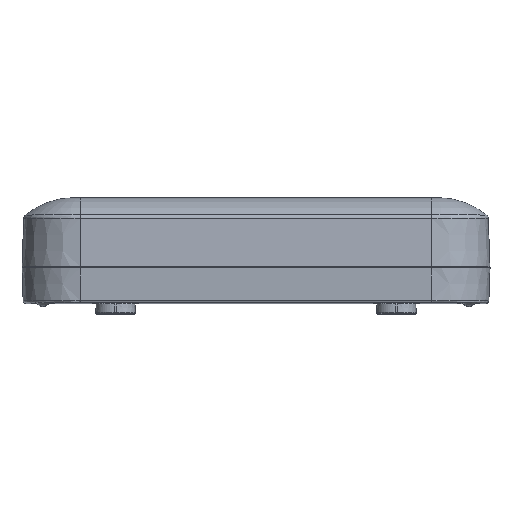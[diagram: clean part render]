
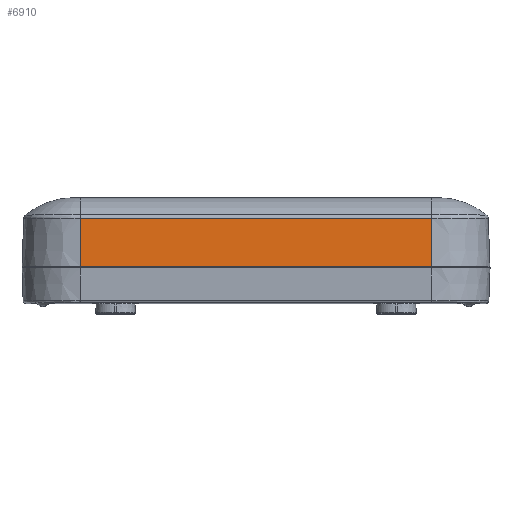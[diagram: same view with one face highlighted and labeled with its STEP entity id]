
A CAD part, top view. The second image highlights one B-rep face of the part: STEP entity #6910.
In plain terms, the highlighted face is planar.
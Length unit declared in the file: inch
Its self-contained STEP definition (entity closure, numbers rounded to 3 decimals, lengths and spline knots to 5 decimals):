
#2845 = LINE ( 'NONE', #4606, #63901 ) ;
#3786 = VECTOR ( 'NONE', #79054, 39.37008 ) ;
#3875 = CARTESIAN_POINT ( 'NONE',  ( -2.95276, 0.83144, -3.90797 ) ) ;
#4606 = CARTESIAN_POINT ( 'NONE',  ( -2.95276, 0., -3.93701 ) ) ;
#5146 = LINE ( 'NONE', #40266, #38254 ) ;
#6910 = ADVANCED_FACE ( 'NONE', ( #41707 ), #16310, .F. ) ;
#9247 = LINE ( 'NONE', #3875, #3786 ) ;
#12541 = ORIENTED_EDGE ( 'NONE', *, *, #42052, .F. ) ;
#15511 = ORIENTED_EDGE ( 'NONE', *, *, #59099, .F. ) ;
#16310 = PLANE ( 'NONE',  #48278 ) ;
#22595 = CARTESIAN_POINT ( 'NONE',  ( 2.95276, 0.01575, -3.93646 ) ) ;
#24689 = VERTEX_POINT ( 'NONE', #85038 ) ;
#25595 = DIRECTION ( 'NONE',  ( 0., 0.999, 0.035 ) ) ;
#30165 = VERTEX_POINT ( 'NONE', #56168 ) ;
#38254 = VECTOR ( 'NONE', #25595, 39.37008 ) ;
#39517 = VECTOR ( 'NONE', #43051, 39.37008 ) ;
#40266 = CARTESIAN_POINT ( 'NONE',  ( 2.95276, 0., -3.93701 ) ) ;
#41707 = FACE_OUTER_BOUND ( 'NONE', #43053, .T. ) ;
#42052 = EDGE_CURVE ( 'NONE', #70067, #24689, #83557, .T. ) ;
#43051 = DIRECTION ( 'NONE',  ( 1., 0., 0. ) ) ;
#43053 = EDGE_LOOP ( 'NONE', ( #49845, #15511, #58151, #12541 ) ) ;
#48278 = AXIS2_PLACEMENT_3D ( 'NONE', #49703, #83085, #69292 ) ;
#49703 = CARTESIAN_POINT ( 'NONE',  ( 2.95276, 0., -3.93701 ) ) ;
#49845 = ORIENTED_EDGE ( 'NONE', *, *, #64841, .F. ) ;
#51190 = VERTEX_POINT ( 'NONE', #62914 ) ;
#56168 = CARTESIAN_POINT ( 'NONE',  ( -2.95276, 0.83144, -3.90797 ) ) ;
#58151 = ORIENTED_EDGE ( 'NONE', *, *, #64669, .F. ) ;
#59099 = EDGE_CURVE ( 'NONE', #51190, #30165, #9247, .T. ) ;
#61918 = CARTESIAN_POINT ( 'NONE',  ( -2.95276, 0.01575, -3.93646 ) ) ;
#62914 = CARTESIAN_POINT ( 'NONE',  ( 2.95276, 0.83144, -3.90797 ) ) ;
#63901 = VECTOR ( 'NONE', #86010, 39.37008 ) ;
#64669 = EDGE_CURVE ( 'NONE', #24689, #51190, #5146, .T. ) ;
#64841 = EDGE_CURVE ( 'NONE', #30165, #70067, #2845, .T. ) ;
#69292 = DIRECTION ( 'NONE',  ( 0., -0.999, -0.035 ) ) ;
#70067 = VERTEX_POINT ( 'NONE', #61918 ) ;
#79054 = DIRECTION ( 'NONE',  ( -1., 0., 0. ) ) ;
#83085 = DIRECTION ( 'NONE',  ( 0., -0.035, 0.999 ) ) ;
#83557 = LINE ( 'NONE', #22595, #39517 ) ;
#85038 = CARTESIAN_POINT ( 'NONE',  ( 2.95276, 0.01575, -3.93646 ) ) ;
#86010 = DIRECTION ( 'NONE',  ( 0., -0.999, -0.035 ) ) ;
